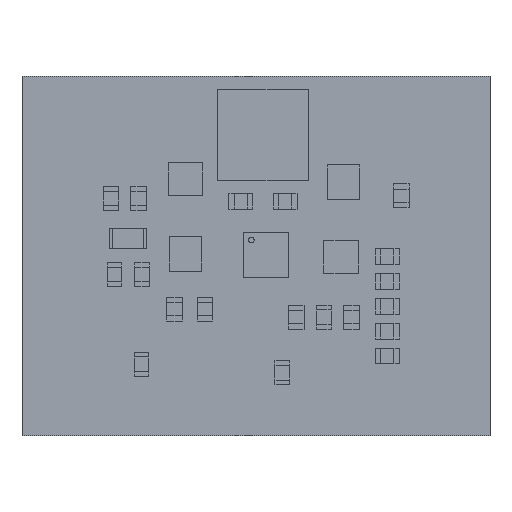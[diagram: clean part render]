
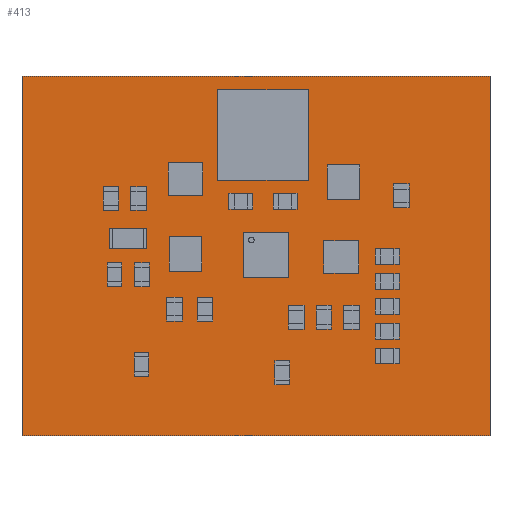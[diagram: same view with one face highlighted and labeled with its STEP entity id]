
A CAD part, top view. The second image highlights one B-rep face of the part: STEP entity #413.
In plain terms, the highlighted planar face has unit normal (0, 0, 1).
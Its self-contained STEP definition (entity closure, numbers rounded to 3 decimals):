
#284 = VERTEX_POINT('',#285);
#285 = CARTESIAN_POINT('',(-29.,-4.,1.613));
#291 = EDGE_CURVE('',#284,#292,#294,.T.);
#292 = VERTEX_POINT('',#293);
#293 = CARTESIAN_POINT('',(-29.,29.,1.613));
#294 = LINE('',#295,#296);
#295 = CARTESIAN_POINT('',(-29.,-4.,1.613));
#296 = VECTOR('',#297,1.);
#297 = DIRECTION('',(0.,1.,0.));
#322 = EDGE_CURVE('',#292,#323,#325,.T.);
#323 = VERTEX_POINT('',#324);
#324 = CARTESIAN_POINT('',(14.,29.,1.613));
#325 = LINE('',#326,#327);
#326 = CARTESIAN_POINT('',(-29.,29.,1.613));
#327 = VECTOR('',#328,1.);
#328 = DIRECTION('',(1.,0.,0.));
#353 = EDGE_CURVE('',#323,#354,#356,.T.);
#354 = VERTEX_POINT('',#355);
#355 = CARTESIAN_POINT('',(14.,-4.,1.613));
#356 = LINE('',#357,#358);
#357 = CARTESIAN_POINT('',(14.,29.,1.613));
#358 = VECTOR('',#359,1.);
#359 = DIRECTION('',(0.,-1.,0.));
#384 = EDGE_CURVE('',#354,#284,#385,.T.);
#385 = LINE('',#386,#387);
#386 = CARTESIAN_POINT('',(14.,-4.,1.613));
#387 = VECTOR('',#388,1.);
#388 = DIRECTION('',(-1.,0.,0.));
#413 = ADVANCED_FACE('',(#414),#420,.T.);
#414 = FACE_BOUND('',#415,.F.);
#415 = EDGE_LOOP('',(#416,#417,#418,#419));
#416 = ORIENTED_EDGE('',*,*,#291,.T.);
#417 = ORIENTED_EDGE('',*,*,#322,.T.);
#418 = ORIENTED_EDGE('',*,*,#353,.T.);
#419 = ORIENTED_EDGE('',*,*,#384,.T.);
#420 = PLANE('',#421);
#421 = AXIS2_PLACEMENT_3D('',#422,#423,#424);
#422 = CARTESIAN_POINT('',(-29.,-4.,1.613));
#423 = DIRECTION('',(0.,0.,1.));
#424 = DIRECTION('',(1.,0.,0.));
